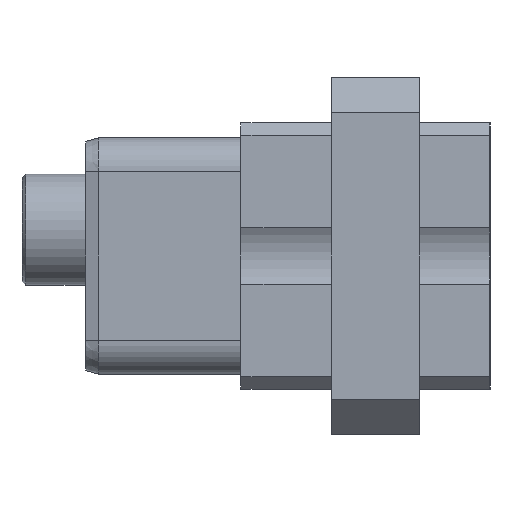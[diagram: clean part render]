
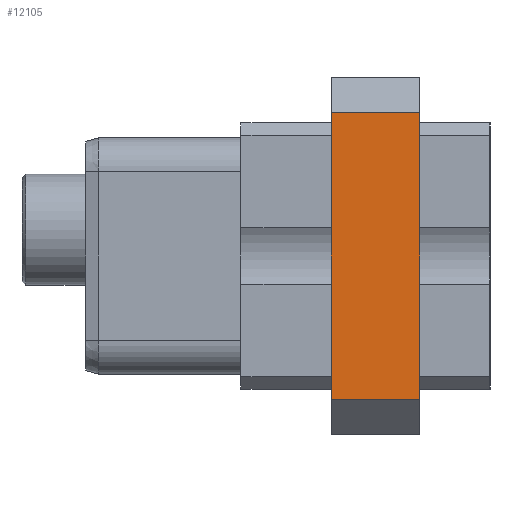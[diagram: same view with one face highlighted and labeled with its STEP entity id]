
A CAD part, left-side view. The second image highlights one B-rep face of the part: STEP entity #12105.
In plain terms, the highlighted planar face has unit normal (-1, 0, 0).
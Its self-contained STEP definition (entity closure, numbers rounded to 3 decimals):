
#295=DIRECTION('',(0.,0.,1.));
#296=VECTOR('',#295,16.302);
#297=CARTESIAN_POINT('',(-28.726,-10.156,-8.151));
#298=LINE('',#297,#296);
#487=DIRECTION('',(0.,1.,0.));
#488=VECTOR('',#487,5.032);
#489=CARTESIAN_POINT('',(-28.726,-10.156,8.151));
#490=LINE('',#489,#488);
#491=DIRECTION('',(0.,0.,1.));
#492=VECTOR('',#491,16.302);
#493=CARTESIAN_POINT('',(-28.726,-5.124,-8.151));
#494=LINE('',#493,#492);
#495=DIRECTION('',(0.,-1.,0.));
#496=VECTOR('',#495,5.032);
#497=CARTESIAN_POINT('',(-28.726,-5.124,-8.151));
#498=LINE('',#497,#496);
#10001=CARTESIAN_POINT('',(-28.726,-5.124,8.151));
#10003=VERTEX_POINT('',#10001);
#10006=CARTESIAN_POINT('',(-28.726,-5.124,-8.151));
#10008=VERTEX_POINT('',#10006);
#10017=CARTESIAN_POINT('',(-28.726,-10.156,8.151));
#10019=VERTEX_POINT('',#10017);
#10022=CARTESIAN_POINT('',(-28.726,-10.156,-8.151));
#10024=VERTEX_POINT('',#10022);
#12092=CARTESIAN_POINT('',(-28.726,-5.65,-10.14));
#12093=DIRECTION('',(-1.,0.,0.));
#12094=DIRECTION('',(0.,0.,1.));
#12095=AXIS2_PLACEMENT_3D('',#12092,#12093,#12094);
#12096=PLANE('',#12095);
#12097=ORIENTED_EDGE('',*,*,#11916,.F.);
#12099=ORIENTED_EDGE('',*,*,#12098,.F.);
#12101=ORIENTED_EDGE('',*,*,#12100,.T.);
#12102=ORIENTED_EDGE('',*,*,#12085,.F.);
#12103=EDGE_LOOP('',(#12097,#12099,#12101,#12102));
#12104=FACE_OUTER_BOUND('',#12103,.F.);
#12105=ADVANCED_FACE('',(#12104),#12096,.T.);
#11916=EDGE_CURVE('',#10024,#10019,#298,.T.);
#12085=EDGE_CURVE('',#10019,#10003,#490,.T.);
#12098=EDGE_CURVE('',#10008,#10024,#498,.T.);
#12100=EDGE_CURVE('',#10008,#10003,#494,.T.);
